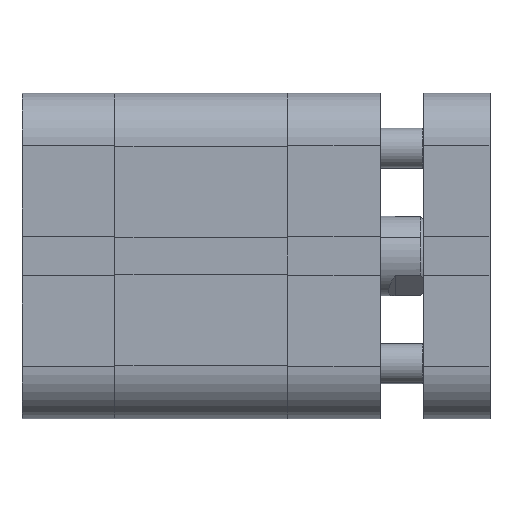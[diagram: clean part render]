
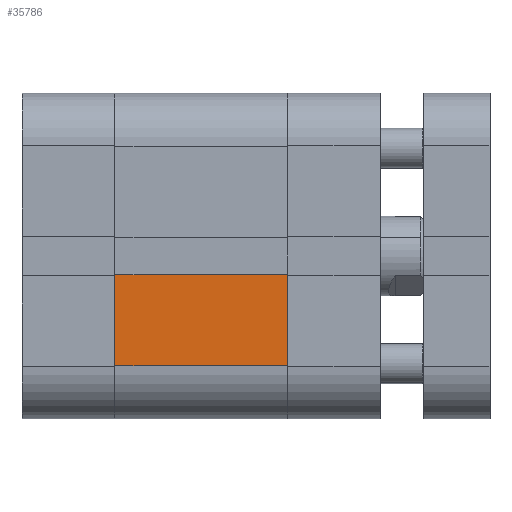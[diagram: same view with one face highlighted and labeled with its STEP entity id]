
A CAD part, front view. The second image highlights one B-rep face of the part: STEP entity #35786.
In plain terms, the highlighted planar face has unit normal (0, -1, 0).
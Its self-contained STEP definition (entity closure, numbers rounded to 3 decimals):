
#1982 = DIRECTION ( 'NONE',  ( 0., 1., 0. ) ) ;
#2652 = CARTESIAN_POINT ( 'NONE',  ( 0., -24.5, -2.8 ) ) ;
#2832 = LINE ( 'NONE', #14881, #13250 ) ;
#3009 = DIRECTION ( 'NONE',  ( 0., 0., -1. ) ) ;
#3213 = CARTESIAN_POINT ( 'NONE',  ( 26., -24.5, -2.8 ) ) ;
#4696 = VECTOR ( 'NONE', #24439, 1000. ) ;
#5665 = EDGE_CURVE ( 'NONE', #17778, #26309, #18147, .T. ) ;
#5946 = EDGE_CURVE ( 'NONE', #9231, #17778, #27211, .T. ) ;
#6303 = ORIENTED_EDGE ( 'NONE', *, *, #16797, .F. ) ;
#7959 = ORIENTED_EDGE ( 'NONE', *, *, #16419, .T. ) ;
#8837 = VECTOR ( 'NONE', #18879, 1000. ) ;
#9231 = VERTEX_POINT ( 'NONE', #3213 ) ;
#12362 = AXIS2_PLACEMENT_3D ( 'NONE', #27371, #1982, #36250 ) ;
#12594 = CARTESIAN_POINT ( 'NONE',  ( 0., -24.5, -24.5 ) ) ;
#13250 = VECTOR ( 'NONE', #3009, 1000. ) ;
#13772 = VECTOR ( 'NONE', #22543, 1000. ) ;
#14778 = EDGE_LOOP ( 'NONE', ( #20722, #16142, #7959, #6303 ) ) ;
#14881 = CARTESIAN_POINT ( 'NONE',  ( 26., -24.5, -24.5 ) ) ;
#16100 = PLANE ( 'NONE',  #12362 ) ;
#16142 = ORIENTED_EDGE ( 'NONE', *, *, #5665, .T. ) ;
#16419 = EDGE_CURVE ( 'NONE', #26309, #22034, #25115, .T. ) ;
#16797 = EDGE_CURVE ( 'NONE', #9231, #22034, #2832, .T. ) ;
#17778 = VERTEX_POINT ( 'NONE', #2652 ) ;
#18147 = LINE ( 'NONE', #12594, #8837 ) ;
#18151 = CARTESIAN_POINT ( 'NONE',  ( 26., -24.5, -16.5 ) ) ;
#18879 = DIRECTION ( 'NONE',  ( 0., 0., -1. ) ) ;
#20722 = ORIENTED_EDGE ( 'NONE', *, *, #5946, .T. ) ;
#21810 = CARTESIAN_POINT ( 'NONE',  ( 26., -24.5, -16.5 ) ) ;
#22034 = VERTEX_POINT ( 'NONE', #18151 ) ;
#22543 = DIRECTION ( 'NONE',  ( 1., 0., 0. ) ) ;
#24267 = CARTESIAN_POINT ( 'NONE',  ( 26.001, -24.5, -2.8 ) ) ;
#24439 = DIRECTION ( 'NONE',  ( -1., 0., 0. ) ) ;
#25115 = LINE ( 'NONE', #21810, #13772 ) ;
#26309 = VERTEX_POINT ( 'NONE', #35392 ) ;
#27211 = LINE ( 'NONE', #24267, #4696 ) ;
#27371 = CARTESIAN_POINT ( 'NONE',  ( 26., -24.5, -24.5 ) ) ;
#33124 = FACE_OUTER_BOUND ( 'NONE', #14778, .T. ) ;
#35392 = CARTESIAN_POINT ( 'NONE',  ( 0., -24.5, -16.5 ) ) ;
#35786 = ADVANCED_FACE ( 'NONE', ( #33124 ), #16100, .F. ) ;
#36250 = DIRECTION ( 'NONE',  ( 0., 0., 1. ) ) ;
